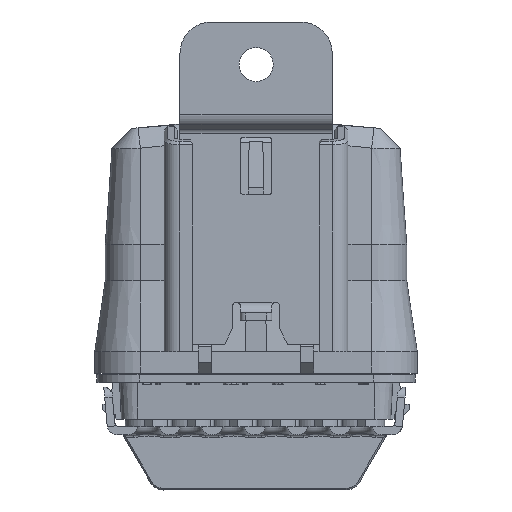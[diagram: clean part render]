
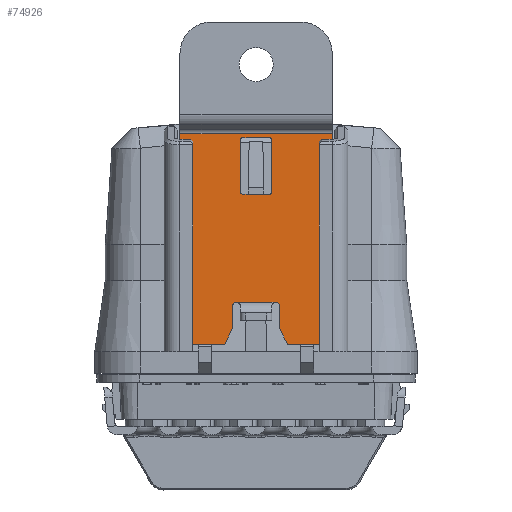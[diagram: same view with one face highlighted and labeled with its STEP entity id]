
A CAD part, top view. The second image highlights one B-rep face of the part: STEP entity #74926.
In plain terms, the highlighted face is planar.
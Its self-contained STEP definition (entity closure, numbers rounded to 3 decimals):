
#73979=DIRECTION('',(0.,1.,0.));
#73980=VECTOR('',#73979,9.785);
#73981=CARTESIAN_POINT('',(-3.,-10.382,2.502));
#73982=LINE('',#73981,#73980);
#73983=CARTESIAN_POINT('',(-2.5,-0.597,2.502));
#73984=DIRECTION('',(0.,0.,1.));
#73985=DIRECTION('',(0.,1.,0.));
#73986=AXIS2_PLACEMENT_3D('',#73983,#73984,#73985);
#73988=DIRECTION('',(1.,0.,0.));
#73989=VECTOR('',#73988,5.);
#73990=CARTESIAN_POINT('',(-2.5,-0.097,2.502));
#73991=LINE('',#73990,#73989);
#73992=CARTESIAN_POINT('',(2.5,-0.597,2.502));
#73993=DIRECTION('',(0.,0.,1.));
#73994=DIRECTION('',(1.,0.,0.));
#73995=AXIS2_PLACEMENT_3D('',#73992,#73993,#73994);
#73997=DIRECTION('',(0.,-1.,0.));
#73998=VECTOR('',#73997,9.785);
#73999=CARTESIAN_POINT('',(3.,-0.597,2.502));
#74000=LINE('',#73999,#73998);
#74001=CARTESIAN_POINT('',(2.5,-10.382,2.502));
#74002=DIRECTION('',(0.,0.,1.));
#74003=DIRECTION('',(0.,-1.,0.));
#74004=AXIS2_PLACEMENT_3D('',#74001,#74002,#74003);
#74006=DIRECTION('',(-1.,0.,0.));
#74007=VECTOR('',#74006,5.);
#74008=CARTESIAN_POINT('',(2.5,-10.882,2.502));
#74009=LINE('',#74008,#74007);
#74010=CARTESIAN_POINT('',(-2.5,-10.382,2.502));
#74011=DIRECTION('',(0.,0.,1.));
#74012=DIRECTION('',(-1.,0.,0.));
#74013=AXIS2_PLACEMENT_3D('',#74010,#74011,#74012);
#74015=DIRECTION('',(0.447,-0.894,0.));
#74016=VECTOR('',#74015,4.472);
#74017=CARTESIAN_POINT('',(12.5,28.503,2.502));
#74018=LINE('',#74017,#74016);
#74019=DIRECTION('',(-1.,0.,0.));
#74020=VECTOR('',#74019,6.499);
#74021=CARTESIAN_POINT('',(12.5,28.503,2.502));
#74022=LINE('',#74021,#74020);
#74023=DIRECTION('',(-0.447,-0.894,0.));
#74024=VECTOR('',#74023,3.357);
#74025=CARTESIAN_POINT('',(6.001,28.503,2.502));
#74026=LINE('',#74025,#74024);
#74027=DIRECTION('',(0.,-1.,0.));
#74028=VECTOR('',#74027,4.25);
#74029=CARTESIAN_POINT('',(4.5,25.5,2.502));
#74030=LINE('',#74029,#74028);
#74031=DIRECTION('',(1.,0.,0.));
#74032=VECTOR('',#74031,0.75);
#74033=CARTESIAN_POINT('',(3.,20.5,2.502));
#74034=LINE('',#74033,#74032);
#74035=DIRECTION('',(1.,0.,0.));
#74036=VECTOR('',#74035,0.75);
#74037=CARTESIAN_POINT('',(-3.75,20.5,2.502));
#74038=LINE('',#74037,#74036);
#74039=DIRECTION('',(0.,1.,0.));
#74040=VECTOR('',#74039,4.25);
#74041=CARTESIAN_POINT('',(-4.5,21.25,2.502));
#74042=LINE('',#74041,#74040);
#74043=DIRECTION('',(0.447,-0.894,0.));
#74044=VECTOR('',#74043,3.357);
#74045=CARTESIAN_POINT('',(-6.001,28.503,
2.502));
#74046=LINE('',#74045,#74044);
#74047=DIRECTION('',(-1.,0.,0.));
#74048=VECTOR('',#74047,6.499);
#74049=CARTESIAN_POINT('',(-6.001,28.503,
2.502));
#74050=LINE('',#74049,#74048);
#74051=DIRECTION('',(0.447,0.894,0.));
#74052=VECTOR('',#74051,4.472);
#74053=CARTESIAN_POINT('',(-14.5,24.503,2.502));
#74054=LINE('',#74053,#74052);
#74055=DIRECTION('',(0.,-1.,0.));
#74056=VECTOR('',#74055,36.121);
#74057=CARTESIAN_POINT('',(-14.5,24.503,2.502));
#74058=LINE('',#74057,#74056);
#74059=DIRECTION('',(0.,1.,0.));
#74060=VECTOR('',#74059,36.121);
#74061=CARTESIAN_POINT('',(14.5,-11.618,2.502));
#74062=LINE('',#74061,#74060);
#74131=CARTESIAN_POINT('',(3.75,21.25,2.502));
#74132=DIRECTION('',(0.,0.,1.));
#74133=DIRECTION('',(0.,-1.,0.));
#74134=AXIS2_PLACEMENT_3D('',#74131,#74132,#74133);
#74190=CARTESIAN_POINT('',(-3.75,21.25,2.502));
#74191=DIRECTION('',(0.,0.,1.));
#74192=DIRECTION('',(-1.,0.,0.));
#74193=AXIS2_PLACEMENT_3D('',#74190,#74191,#74192);
#74245=DIRECTION('',(1.,0.,0.));
#74246=VECTOR('',#74245,6.);
#74247=CARTESIAN_POINT('',(-3.,20.5,2.502));
#74248=LINE('',#74247,#74246);
#74363=DIRECTION('',(1.,0.,0.));
#74364=VECTOR('',#74363,29.);
#74365=CARTESIAN_POINT('',(-14.5,-11.618,2.502));
#74366=LINE('',#74365,#74364);
#74459=CARTESIAN_POINT('',(-14.5,-11.618,2.502));
#74460=CARTESIAN_POINT('',(14.5,-11.618,2.502));
#74461=VERTEX_POINT('',#74459);
#74462=VERTEX_POINT('',#74460);
#74463=CARTESIAN_POINT('',(-3.,-10.382,2.502));
#74464=CARTESIAN_POINT('',(-3.,-0.597,2.502));
#74465=VERTEX_POINT('',#74463);
#74466=VERTEX_POINT('',#74464);
#74467=CARTESIAN_POINT('',(-2.5,-0.097,2.502));
#74468=VERTEX_POINT('',#74467);
#74469=CARTESIAN_POINT('',(2.5,-0.097,2.502));
#74470=VERTEX_POINT('',#74469);
#74471=CARTESIAN_POINT('',(3.,-0.597,2.502));
#74472=VERTEX_POINT('',#74471);
#74473=CARTESIAN_POINT('',(3.,-10.382,2.502));
#74474=VERTEX_POINT('',#74473);
#74475=CARTESIAN_POINT('',(2.5,-10.882,2.502));
#74476=VERTEX_POINT('',#74475);
#74477=CARTESIAN_POINT('',(-2.5,-10.882,2.502));
#74478=VERTEX_POINT('',#74477);
#74503=CARTESIAN_POINT('',(-6.001,28.503,
2.502));
#74505=VERTEX_POINT('',#74503);
#74515=CARTESIAN_POINT('',(-4.5,25.5,2.502));
#74516=VERTEX_POINT('',#74515);
#74517=CARTESIAN_POINT('',(6.001,28.503,2.502));
#74518=CARTESIAN_POINT('',(4.5,25.5,2.502));
#74519=VERTEX_POINT('',#74517);
#74520=VERTEX_POINT('',#74518);
#74532=CARTESIAN_POINT('',(4.5,21.25,2.502));
#74534=VERTEX_POINT('',#74532);
#74535=CARTESIAN_POINT('',(3.,20.5,2.502));
#74536=CARTESIAN_POINT('',(3.75,20.5,2.502));
#74537=VERTEX_POINT('',#74535);
#74538=VERTEX_POINT('',#74536);
#74545=CARTESIAN_POINT('',(-3.,20.5,2.502));
#74546=VERTEX_POINT('',#74545);
#74547=CARTESIAN_POINT('',(-4.5,21.25,2.502));
#74548=CARTESIAN_POINT('',(-3.75,20.5,2.502));
#74549=VERTEX_POINT('',#74547);
#74550=VERTEX_POINT('',#74548);
#74593=CARTESIAN_POINT('',(12.5,28.503,2.502));
#74594=VERTEX_POINT('',#74593);
#74595=CARTESIAN_POINT('',(14.5,24.503,2.502));
#74596=VERTEX_POINT('',#74595);
#74601=CARTESIAN_POINT('',(-14.5,24.503,2.502));
#74602=VERTEX_POINT('',#74601);
#74603=CARTESIAN_POINT('',(-12.5,28.503,2.502));
#74604=VERTEX_POINT('',#74603);
#74870=CARTESIAN_POINT('',(14.5,-12.784,2.502));
#74871=DIRECTION('',(0.,0.,1.));
#74872=DIRECTION('',(1.,0.,0.));
#74873=AXIS2_PLACEMENT_3D('',#74870,#74871,#74872);
#74874=PLANE('',#74873);
#74876=ORIENTED_EDGE('',*,*,#74875,.F.);
#74878=ORIENTED_EDGE('',*,*,#74877,.T.);
#74880=ORIENTED_EDGE('',*,*,#74879,.T.);
#74882=ORIENTED_EDGE('',*,*,#74881,.T.);
#74884=ORIENTED_EDGE('',*,*,#74883,.F.);
#74886=ORIENTED_EDGE('',*,*,#74885,.F.);
#74888=ORIENTED_EDGE('',*,*,#74887,.F.);
#74890=ORIENTED_EDGE('',*,*,#74889,.F.);
#74892=ORIENTED_EDGE('',*,*,#74891,.F.);
#74894=ORIENTED_EDGE('',*,*,#74893,.T.);
#74896=ORIENTED_EDGE('',*,*,#74895,.F.);
#74898=ORIENTED_EDGE('',*,*,#74897,.T.);
#74900=ORIENTED_EDGE('',*,*,#74899,.F.);
#74902=ORIENTED_EDGE('',*,*,#74901,.T.);
#74904=ORIENTED_EDGE('',*,*,#74903,.T.);
#74906=ORIENTED_EDGE('',*,*,#74905,.T.);
#74907=EDGE_LOOP('',(#74876,#74878,#74880,#74882,#74884,#74886,#74888,#74890,
#74892,#74894,#74896,#74898,#74900,#74902,#74904,#74906));
#74908=FACE_OUTER_BOUND('',#74907,.F.);
#74909=ORIENTED_EDGE('',*,*,#74860,.T.);
#74911=ORIENTED_EDGE('',*,*,#74910,.F.);
#74913=ORIENTED_EDGE('',*,*,#74912,.T.);
#74915=ORIENTED_EDGE('',*,*,#74914,.F.);
#74917=ORIENTED_EDGE('',*,*,#74916,.T.);
#74919=ORIENTED_EDGE('',*,*,#74918,.F.);
#74921=ORIENTED_EDGE('',*,*,#74920,.T.);
#74923=ORIENTED_EDGE('',*,*,#74922,.F.);
#74924=EDGE_LOOP('',(#74909,#74911,#74913,#74915,#74917,#74919,#74921,#74923));
#74925=FACE_BOUND('',#74924,.F.);
#74926=ADVANCED_FACE('',(#74908,#74925),#74874,.F.);
#73987=CIRCLE('',#73986,0.5);
#73996=CIRCLE('',#73995,0.5);
#74005=CIRCLE('',#74004,0.5);
#74014=CIRCLE('',#74013,0.5);
#74135=CIRCLE('',#74134,0.75);
#74194=CIRCLE('',#74193,0.75);
#74860=EDGE_CURVE('',#74465,#74466,#73982,.T.);
#74875=EDGE_CURVE('',#74594,#74596,#74018,.T.);
#74877=EDGE_CURVE('',#74594,#74519,#74022,.T.);
#74879=EDGE_CURVE('',#74519,#74520,#74026,.T.);
#74881=EDGE_CURVE('',#74520,#74534,#74030,.T.);
#74883=EDGE_CURVE('',#74538,#74534,#74135,.T.);
#74885=EDGE_CURVE('',#74537,#74538,#74034,.T.);
#74887=EDGE_CURVE('',#74546,#74537,#74248,.T.);
#74889=EDGE_CURVE('',#74550,#74546,#74038,.T.);
#74891=EDGE_CURVE('',#74549,#74550,#74194,.T.);
#74893=EDGE_CURVE('',#74549,#74516,#74042,.T.);
#74895=EDGE_CURVE('',#74505,#74516,#74046,.T.);
#74897=EDGE_CURVE('',#74505,#74604,#74050,.T.);
#74899=EDGE_CURVE('',#74602,#74604,#74054,.T.);
#74901=EDGE_CURVE('',#74602,#74461,#74058,.T.);
#74903=EDGE_CURVE('',#74461,#74462,#74366,.T.);
#74905=EDGE_CURVE('',#74462,#74596,#74062,.T.);
#74910=EDGE_CURVE('',#74468,#74466,#73987,.T.);
#74912=EDGE_CURVE('',#74468,#74470,#73991,.T.);
#74914=EDGE_CURVE('',#74472,#74470,#73996,.T.);
#74916=EDGE_CURVE('',#74472,#74474,#74000,.T.);
#74918=EDGE_CURVE('',#74476,#74474,#74005,.T.);
#74920=EDGE_CURVE('',#74476,#74478,#74009,.T.);
#74922=EDGE_CURVE('',#74465,#74478,#74014,.T.);
